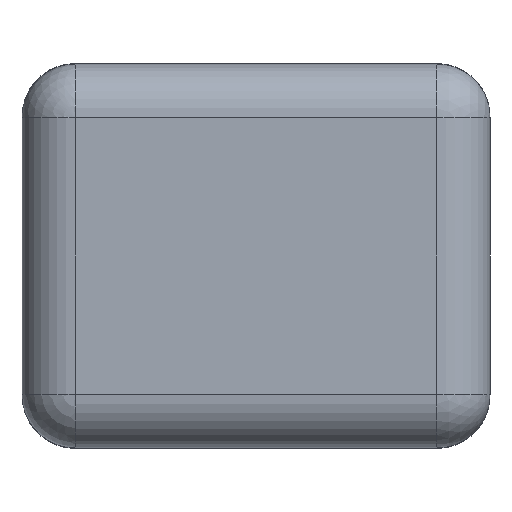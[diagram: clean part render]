
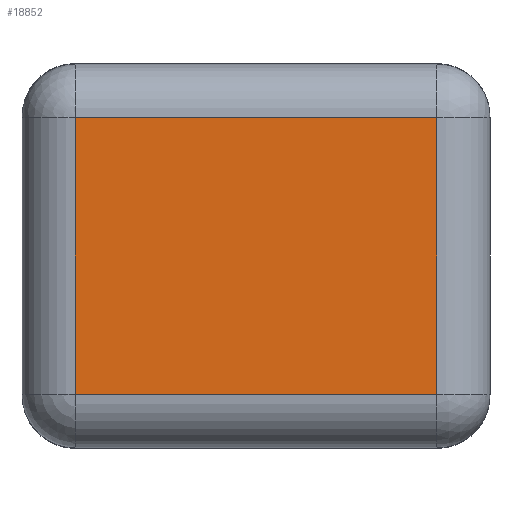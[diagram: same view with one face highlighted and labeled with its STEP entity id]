
A CAD part, front view. The second image highlights one B-rep face of the part: STEP entity #18852.
In plain terms, the highlighted planar face has unit normal (0, -1, 0).
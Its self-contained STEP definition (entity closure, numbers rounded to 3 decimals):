
#208 = VERTEX_POINT ( 'NONE', #31980 ) ;
#2860 = VECTOR ( 'NONE', #41796, 1000. ) ;
#9514 = CARTESIAN_POINT ( 'NONE',  ( -272.112, -177.637, 0. ) ) ;
#12732 = ORIENTED_EDGE ( 'NONE', *, *, #111515, .T. ) ;
#13483 = LINE ( 'NONE', #109338, #122789 ) ;
#18852 = ADVANCED_FACE ( 'NONE', ( #119821 ), #35224, .T. ) ;
#20766 = LINE ( 'NONE', #9514, #88820 ) ;
#22817 = EDGE_CURVE ( 'NONE', #98797, #124926, #20766, .T. ) ;
#23184 = CARTESIAN_POINT ( 'NONE',  ( -272.112, -177.637, 208.357 ) ) ;
#25323 = DIRECTION ( 'NONE',  ( 0., -1., 0. ) ) ;
#29082 = ORIENTED_EDGE ( 'NONE', *, *, #67627, .T. ) ;
#30347 = LINE ( 'NONE', #117714, #37328 ) ;
#31980 = CARTESIAN_POINT ( 'NONE',  ( 272.112, -177.637, 208.357 ) ) ;
#33379 = ORIENTED_EDGE ( 'NONE', *, *, #135293, .T. ) ;
#34524 = CARTESIAN_POINT ( 'NONE',  ( 0., -177.637, 0. ) ) ;
#35224 = PLANE ( 'NONE',  #135908 ) ;
#37328 = VECTOR ( 'NONE', #108492, 1000. ) ;
#39693 = LINE ( 'NONE', #41094, #2860 ) ;
#41094 = CARTESIAN_POINT ( 'NONE',  ( 0., -177.637, 208.357 ) ) ;
#41796 = DIRECTION ( 'NONE',  ( -1., 0., 0. ) ) ;
#56549 = DIRECTION ( 'NONE',  ( 1., 0., 0. ) ) ;
#67627 = EDGE_CURVE ( 'NONE', #208, #98797, #39693, .T. ) ;
#81809 = CARTESIAN_POINT ( 'NONE',  ( 272.112, -177.637, -208.357 ) ) ;
#86326 = DIRECTION ( 'NONE',  ( 0., 0., -1. ) ) ;
#88820 = VECTOR ( 'NONE', #86326, 1000. ) ;
#98797 = VERTEX_POINT ( 'NONE', #23184 ) ;
#99948 = VERTEX_POINT ( 'NONE', #81809 ) ;
#101857 = ORIENTED_EDGE ( 'NONE', *, *, #22817, .T. ) ;
#108492 = DIRECTION ( 'NONE',  ( 0., 0., 1. ) ) ;
#108517 = DIRECTION ( 'NONE',  ( 0., 0., -1. ) ) ;
#109338 = CARTESIAN_POINT ( 'NONE',  ( 0., -177.637, -208.357 ) ) ;
#111515 = EDGE_CURVE ( 'NONE', #124926, #99948, #13483, .T. ) ;
#117714 = CARTESIAN_POINT ( 'NONE',  ( 272.112, -177.637, 0. ) ) ;
#117916 = EDGE_LOOP ( 'NONE', ( #12732, #33379, #29082, #101857 ) ) ;
#119821 = FACE_OUTER_BOUND ( 'NONE', #117916, .T. ) ;
#122789 = VECTOR ( 'NONE', #56549, 1000. ) ;
#123817 = CARTESIAN_POINT ( 'NONE',  ( -272.112, -177.637, -208.357 ) ) ;
#124926 = VERTEX_POINT ( 'NONE', #123817 ) ;
#135293 = EDGE_CURVE ( 'NONE', #99948, #208, #30347, .T. ) ;
#135908 = AXIS2_PLACEMENT_3D ( 'NONE', #34524, #25323, #108517 ) ;
